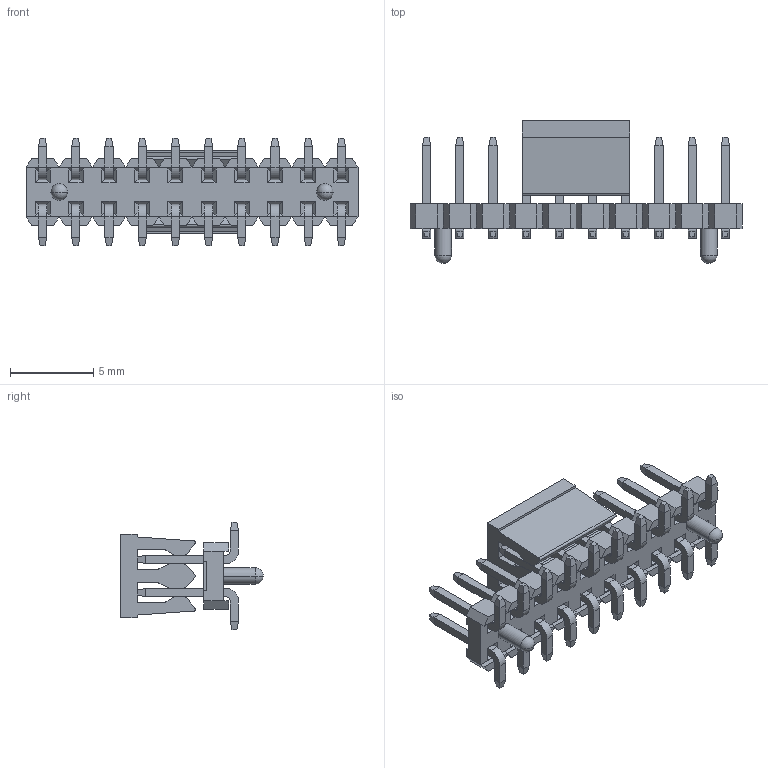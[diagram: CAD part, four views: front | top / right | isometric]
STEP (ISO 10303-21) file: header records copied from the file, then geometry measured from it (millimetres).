
FILE_DESCRIPTION( ('This file contains a STEP AP42 implementation' ,'as created by ZW3D STEP Interface translator.') ,'2;1' );
FILE_NAME( '1215-1210XXM079XXXX(衄翐).stp' ,'23 322. 95032', (''), ('ZWCAD Software Co.'), 'Version 1.0', 'ZW3D to STEP translator', '' );
FILE_SCHEMA(('AUTOMOTIVE_DESIGN { 1 0 10303 214 1 1 1 1 }'));
Length unit declared in the file: millimetre
Products named in the file (2): 0; 1215-1220XXM079XXXX(衄翐)
Bounding box: 20 x 8.6 x 6.5 mm (x, y, z)
Volume: 219.5 mm3; surface area: 854.7 mm2
Topology: 22 solids, 22 shells, 727 faces, 1738 edges, 1062 vertices
Faces by surface type: plane 664, cylinder 59, sphere 4
Entity records: 21116 total; most frequent: CARTESIAN_POINT 3524, ORIENTED_EDGE 3468, DIRECTION 3312, EDGE_CURVE 1734, VECTOR 1612, LINE 1612, VERTEX_POINT 1062, AXIS2_PLACEMENT_3D 850
